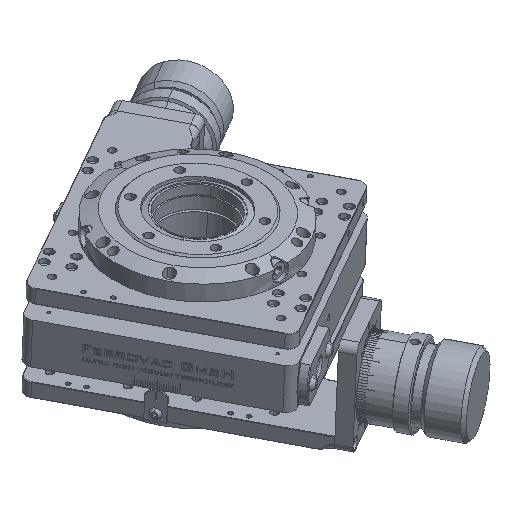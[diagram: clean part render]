
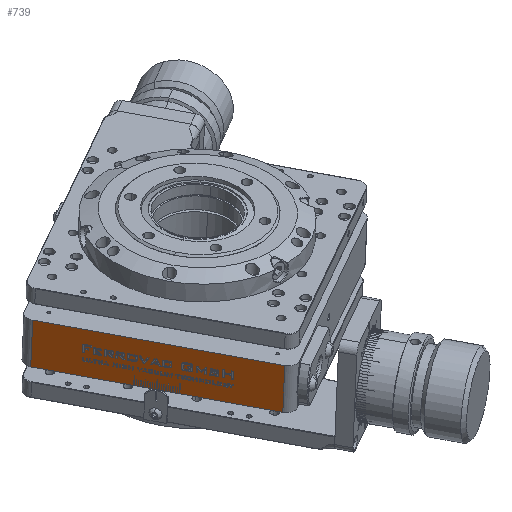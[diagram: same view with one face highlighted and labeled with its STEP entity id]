
A CAD part, isometric view. The second image highlights one B-rep face of the part: STEP entity #739.
In plain terms, the highlighted face is planar.
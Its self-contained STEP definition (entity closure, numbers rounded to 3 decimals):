
#712=AXIS2_PLACEMENT_3D('Plane Axis2P3D',#709,#710,#711) ;
#121=CARTESIAN_POINT('Vertex',(-55.,-60.,12.)) ;
#124=CARTESIAN_POINT('Line Origine',(0.,-60.,12.)) ;
#128=CARTESIAN_POINT('Vertex',(55.,-60.,12.)) ;
#709=CARTESIAN_POINT('Axis2P3D Location',(60.,-60.,0.)) ;
#714=CARTESIAN_POINT('Line Origine',(55.,-60.,0.)) ;
#718=CARTESIAN_POINT('Vertex',(55.,-60.,-12.)) ;
#721=CARTESIAN_POINT('Line Origine',(-55.,-60.,0.)) ;
#725=CARTESIAN_POINT('Vertex',(-55.,-60.,-12.)) ;
#728=CARTESIAN_POINT('Line Origine',(0.,-60.,-12.)) ;
#125=DIRECTION('Vector Direction',(-1.,0.,0.)) ;
#710=DIRECTION('Axis2P3D Direction',(0.,1.,-0.)) ;
#711=DIRECTION('Axis2P3D XDirection',(-1.,0.,0.)) ;
#715=DIRECTION('Vector Direction',(0.,0.,1.)) ;
#722=DIRECTION('Vector Direction',(0.,0.,1.)) ;
#729=DIRECTION('Vector Direction',(-1.,0.,0.)) ;
#126=VECTOR('Line Direction',#125,1.) ;
#716=VECTOR('Line Direction',#715,1.) ;
#723=VECTOR('Line Direction',#722,1.) ;
#730=VECTOR('Line Direction',#729,1.) ;
#734=ORIENTED_EDGE('',*,*,#720,.T.) ;
#735=ORIENTED_EDGE('',*,*,#130,.F.) ;
#736=ORIENTED_EDGE('',*,*,#727,.F.) ;
#737=ORIENTED_EDGE('',*,*,#732,.T.) ;
#739=ADVANCED_FACE('PartBody',(#738),#713,.F.) ;
#130=EDGE_CURVE('',#122,#129,#127,.F.) ;
#720=EDGE_CURVE('',#719,#129,#717,.T.) ;
#727=EDGE_CURVE('',#726,#122,#724,.T.) ;
#732=EDGE_CURVE('',#726,#719,#731,.F.) ;
#733=EDGE_LOOP('',(#734,#735,#736,#737)) ;
#738=FACE_OUTER_BOUND('',#733,.T.) ;
#127=LINE('Line',#124,#126) ;
#717=LINE('Line',#714,#716) ;
#724=LINE('Line',#721,#723) ;
#731=LINE('Line',#728,#730) ;
#713=PLANE('',#712) ;
#122=VERTEX_POINT('',#121) ;
#129=VERTEX_POINT('',#128) ;
#719=VERTEX_POINT('',#718) ;
#726=VERTEX_POINT('',#725) ;
